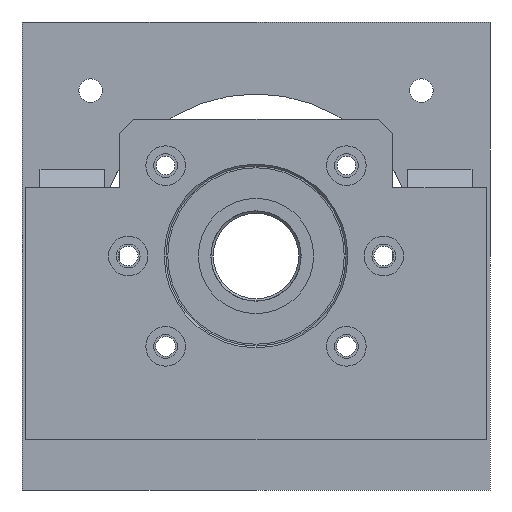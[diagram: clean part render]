
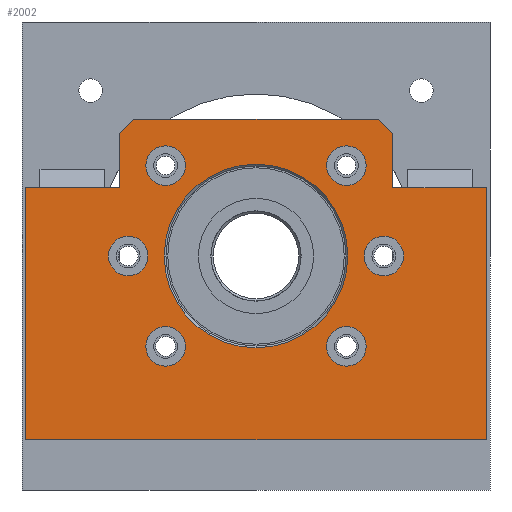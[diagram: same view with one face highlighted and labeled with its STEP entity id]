
A CAD part, left-side view. The second image highlights one B-rep face of the part: STEP entity #2002.
In plain terms, the highlighted planar face has unit normal (-1, 0, 0).
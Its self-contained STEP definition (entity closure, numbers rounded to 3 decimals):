
#593=CARTESIAN_POINT('Vertex',(0.,-64.,-51.)) ;
#596=CARTESIAN_POINT('Line Origine',(0.,0.,-51.)) ;
#600=CARTESIAN_POINT('Vertex',(0.,64.,-51.)) ;
#1786=CARTESIAN_POINT('Line Origine',(0.,64.,-16.)) ;
#1790=CARTESIAN_POINT('Vertex',(0.,64.,19.)) ;
#1805=CARTESIAN_POINT('Axis2P3D Location',(0.,0.,0.)) ;
#1810=CARTESIAN_POINT('Line Origine',(0.,-36.,36.)) ;
#1814=CARTESIAN_POINT('Vertex',(0.,-34.,38.)) ;
#1816=CARTESIAN_POINT('Vertex',(0.,-38.,34.)) ;
#1819=CARTESIAN_POINT('Line Origine',(0.,0.,38.)) ;
#1823=CARTESIAN_POINT('Vertex',(0.,34.,38.)) ;
#1826=CARTESIAN_POINT('Line Origine',(0.,36.,36.)) ;
#1830=CARTESIAN_POINT('Vertex',(0.,38.,34.)) ;
#1833=CARTESIAN_POINT('Line Origine',(0.,38.,26.5)) ;
#1837=CARTESIAN_POINT('Vertex',(0.,38.,19.)) ;
#1840=CARTESIAN_POINT('Line Origine',(0.,51.,19.)) ;
#1845=CARTESIAN_POINT('Line Origine',(0.,-64.,-16.)) ;
#1849=CARTESIAN_POINT('Vertex',(0.,-64.,19.)) ;
#1852=CARTESIAN_POINT('Line Origine',(0.,-51.,19.)) ;
#1856=CARTESIAN_POINT('Vertex',(0.,-38.,19.)) ;
#1859=CARTESIAN_POINT('Line Origine',(0.,-38.,26.5)) ;
#1876=CARTESIAN_POINT('Axis2P3D Location',(0.,0.,0.)) ;
#1880=CARTESIAN_POINT('Vertex',(0.,25.5,0.)) ;
#1882=CARTESIAN_POINT('Vertex',(0.,-25.5,0.)) ;
#1885=CARTESIAN_POINT('Axis2P3D Location',(0.,0.,0.)) ;
#1894=CARTESIAN_POINT('Axis2P3D Location',(0.,-25.102,25.102)) ;
#1898=CARTESIAN_POINT('Vertex',(0.,-30.602,25.102)) ;
#1900=CARTESIAN_POINT('Vertex',(0.,-19.602,25.102)) ;
#1903=CARTESIAN_POINT('Axis2P3D Location',(0.,-25.102,25.102)) ;
#1912=CARTESIAN_POINT('Axis2P3D Location',(0.,-35.5,0.)) ;
#1916=CARTESIAN_POINT('Vertex',(0.,-41.,0.)) ;
#1918=CARTESIAN_POINT('Vertex',(0.,-30.,0.)) ;
#1921=CARTESIAN_POINT('Axis2P3D Location',(0.,-35.5,0.)) ;
#1930=CARTESIAN_POINT('Axis2P3D Location',(0.,-25.102,-25.102)) ;
#1934=CARTESIAN_POINT('Vertex',(0.,-30.602,-25.102)) ;
#1936=CARTESIAN_POINT('Vertex',(0.,-19.602,-25.102)) ;
#1939=CARTESIAN_POINT('Axis2P3D Location',(0.,-25.102,-25.102)) ;
#1948=CARTESIAN_POINT('Axis2P3D Location',(0.,25.102,25.102)) ;
#1952=CARTESIAN_POINT('Vertex',(0.,30.602,25.102)) ;
#1954=CARTESIAN_POINT('Vertex',(0.,19.602,25.102)) ;
#1957=CARTESIAN_POINT('Axis2P3D Location',(0.,25.102,25.102)) ;
#1966=CARTESIAN_POINT('Axis2P3D Location',(0.,35.5,0.)) ;
#1970=CARTESIAN_POINT('Vertex',(0.,41.,0.)) ;
#1972=CARTESIAN_POINT('Vertex',(0.,30.,0.)) ;
#1975=CARTESIAN_POINT('Axis2P3D Location',(0.,35.5,0.)) ;
#1984=CARTESIAN_POINT('Axis2P3D Location',(0.,25.102,-25.102)) ;
#1988=CARTESIAN_POINT('Vertex',(0.,30.602,-25.102)) ;
#1990=CARTESIAN_POINT('Vertex',(0.,19.602,-25.102)) ;
#1993=CARTESIAN_POINT('Axis2P3D Location',(0.,25.102,-25.102)) ;
#597=DIRECTION('Vector Direction',(0.,-1.,0.)) ;
#1787=DIRECTION('Vector Direction',(0.,0.,1.)) ;
#1806=DIRECTION('Axis2P3D Direction',(1.,0.,0.)) ;
#1807=DIRECTION('Axis2P3D XDirection',(0.,1.,0.)) ;
#1811=DIRECTION('Vector Direction',(0.,-0.707,-0.707)) ;
#1820=DIRECTION('Vector Direction',(0.,1.,0.)) ;
#1827=DIRECTION('Vector Direction',(0.,0.707,-0.707)) ;
#1834=DIRECTION('Vector Direction',(0.,0.,1.)) ;
#1841=DIRECTION('Vector Direction',(0.,1.,0.)) ;
#1846=DIRECTION('Vector Direction',(0.,0.,-1.)) ;
#1853=DIRECTION('Vector Direction',(0.,1.,0.)) ;
#1860=DIRECTION('Vector Direction',(0.,0.,-1.)) ;
#1877=DIRECTION('Axis2P3D Direction',(1.,0.,0.)) ;
#1886=DIRECTION('Axis2P3D Direction',(1.,0.,0.)) ;
#1895=DIRECTION('Axis2P3D Direction',(1.,0.,0.)) ;
#1904=DIRECTION('Axis2P3D Direction',(1.,0.,0.)) ;
#1913=DIRECTION('Axis2P3D Direction',(1.,0.,0.)) ;
#1922=DIRECTION('Axis2P3D Direction',(1.,0.,0.)) ;
#1931=DIRECTION('Axis2P3D Direction',(1.,0.,0.)) ;
#1940=DIRECTION('Axis2P3D Direction',(1.,0.,0.)) ;
#1949=DIRECTION('Axis2P3D Direction',(1.,0.,0.)) ;
#1958=DIRECTION('Axis2P3D Direction',(1.,0.,0.)) ;
#1967=DIRECTION('Axis2P3D Direction',(1.,0.,0.)) ;
#1976=DIRECTION('Axis2P3D Direction',(1.,0.,0.)) ;
#1985=DIRECTION('Axis2P3D Direction',(1.,0.,0.)) ;
#1994=DIRECTION('Axis2P3D Direction',(1.,0.,0.)) ;
#1808=AXIS2_PLACEMENT_3D('Plane Axis2P3D',#1805,#1806,#1807) ;
#1878=AXIS2_PLACEMENT_3D('Circle Axis2P3D',#1876,#1877,$) ;
#1887=AXIS2_PLACEMENT_3D('Circle Axis2P3D',#1885,#1886,$) ;
#1896=AXIS2_PLACEMENT_3D('Circle Axis2P3D',#1894,#1895,$) ;
#1905=AXIS2_PLACEMENT_3D('Circle Axis2P3D',#1903,#1904,$) ;
#1914=AXIS2_PLACEMENT_3D('Circle Axis2P3D',#1912,#1913,$) ;
#1923=AXIS2_PLACEMENT_3D('Circle Axis2P3D',#1921,#1922,$) ;
#1932=AXIS2_PLACEMENT_3D('Circle Axis2P3D',#1930,#1931,$) ;
#1941=AXIS2_PLACEMENT_3D('Circle Axis2P3D',#1939,#1940,$) ;
#1950=AXIS2_PLACEMENT_3D('Circle Axis2P3D',#1948,#1949,$) ;
#1959=AXIS2_PLACEMENT_3D('Circle Axis2P3D',#1957,#1958,$) ;
#1968=AXIS2_PLACEMENT_3D('Circle Axis2P3D',#1966,#1967,$) ;
#1977=AXIS2_PLACEMENT_3D('Circle Axis2P3D',#1975,#1976,$) ;
#1986=AXIS2_PLACEMENT_3D('Circle Axis2P3D',#1984,#1985,$) ;
#1995=AXIS2_PLACEMENT_3D('Circle Axis2P3D',#1993,#1994,$) ;
#1865=ORIENTED_EDGE('',*,*,#1818,.F.) ;
#1866=ORIENTED_EDGE('',*,*,#1825,.F.) ;
#1867=ORIENTED_EDGE('',*,*,#1832,.F.) ;
#1868=ORIENTED_EDGE('',*,*,#1839,.F.) ;
#1869=ORIENTED_EDGE('',*,*,#1844,.F.) ;
#1870=ORIENTED_EDGE('',*,*,#1792,.F.) ;
#1871=ORIENTED_EDGE('',*,*,#602,.F.) ;
#1872=ORIENTED_EDGE('',*,*,#1851,.F.) ;
#1873=ORIENTED_EDGE('',*,*,#1858,.F.) ;
#1874=ORIENTED_EDGE('',*,*,#1863,.F.) ;
#1891=ORIENTED_EDGE('',*,*,#1884,.F.) ;
#1892=ORIENTED_EDGE('',*,*,#1889,.F.) ;
#1909=ORIENTED_EDGE('',*,*,#1902,.F.) ;
#1910=ORIENTED_EDGE('',*,*,#1907,.F.) ;
#1927=ORIENTED_EDGE('',*,*,#1920,.F.) ;
#1928=ORIENTED_EDGE('',*,*,#1925,.F.) ;
#1945=ORIENTED_EDGE('',*,*,#1938,.F.) ;
#1946=ORIENTED_EDGE('',*,*,#1943,.F.) ;
#1963=ORIENTED_EDGE('',*,*,#1956,.F.) ;
#1964=ORIENTED_EDGE('',*,*,#1961,.F.) ;
#1981=ORIENTED_EDGE('',*,*,#1974,.F.) ;
#1982=ORIENTED_EDGE('',*,*,#1979,.F.) ;
#1999=ORIENTED_EDGE('',*,*,#1992,.F.) ;
#2000=ORIENTED_EDGE('',*,*,#1997,.F.) ;
#1893=FACE_BOUND('',#1890,.T.) ;
#1911=FACE_BOUND('',#1908,.T.) ;
#1929=FACE_BOUND('',#1926,.T.) ;
#1947=FACE_BOUND('',#1944,.T.) ;
#1965=FACE_BOUND('',#1962,.T.) ;
#1983=FACE_BOUND('',#1980,.T.) ;
#2001=FACE_BOUND('',#1998,.T.) ;
#598=VECTOR('Line Direction',#597,1.) ;
#1788=VECTOR('Line Direction',#1787,1.) ;
#1812=VECTOR('Line Direction',#1811,1.) ;
#1821=VECTOR('Line Direction',#1820,1.) ;
#1828=VECTOR('Line Direction',#1827,1.) ;
#1835=VECTOR('Line Direction',#1834,1.) ;
#1842=VECTOR('Line Direction',#1841,1.) ;
#1847=VECTOR('Line Direction',#1846,1.) ;
#1854=VECTOR('Line Direction',#1853,1.) ;
#1861=VECTOR('Line Direction',#1860,1.) ;
#2002=ADVANCED_FACE('\X2\96F64EF651E04F554F53\X0\',(#1875,#1893,#1911,#1929,#1947,#1965,#1983,#2001),#1809,.F.) ;
#1879=CIRCLE('generated circle',#1878,25.5) ;
#1888=CIRCLE('generated circle',#1887,25.5) ;
#1897=CIRCLE('generated circle',#1896,5.5) ;
#1906=CIRCLE('generated circle',#1905,5.5) ;
#1915=CIRCLE('generated circle',#1914,5.5) ;
#1924=CIRCLE('generated circle',#1923,5.5) ;
#1933=CIRCLE('generated circle',#1932,5.5) ;
#1942=CIRCLE('generated circle',#1941,5.5) ;
#1951=CIRCLE('generated circle',#1950,5.5) ;
#1960=CIRCLE('generated circle',#1959,5.5) ;
#1969=CIRCLE('generated circle',#1968,5.5) ;
#1978=CIRCLE('generated circle',#1977,5.5) ;
#1987=CIRCLE('generated circle',#1986,5.5) ;
#1996=CIRCLE('generated circle',#1995,5.5) ;
#602=EDGE_CURVE('',#594,#601,#599,.F.) ;
#1792=EDGE_CURVE('',#601,#1791,#1789,.T.) ;
#1818=EDGE_CURVE('',#1815,#1817,#1813,.T.) ;
#1825=EDGE_CURVE('',#1824,#1815,#1822,.F.) ;
#1832=EDGE_CURVE('',#1831,#1824,#1829,.F.) ;
#1839=EDGE_CURVE('',#1838,#1831,#1836,.T.) ;
#1844=EDGE_CURVE('',#1791,#1838,#1843,.F.) ;
#1851=EDGE_CURVE('',#1850,#594,#1848,.T.) ;
#1858=EDGE_CURVE('',#1857,#1850,#1855,.F.) ;
#1863=EDGE_CURVE('',#1817,#1857,#1862,.T.) ;
#1884=EDGE_CURVE('',#1881,#1883,#1879,.F.) ;
#1889=EDGE_CURVE('',#1883,#1881,#1888,.F.) ;
#1902=EDGE_CURVE('',#1899,#1901,#1897,.F.) ;
#1907=EDGE_CURVE('',#1901,#1899,#1906,.F.) ;
#1920=EDGE_CURVE('',#1917,#1919,#1915,.F.) ;
#1925=EDGE_CURVE('',#1919,#1917,#1924,.F.) ;
#1938=EDGE_CURVE('',#1935,#1937,#1933,.F.) ;
#1943=EDGE_CURVE('',#1937,#1935,#1942,.F.) ;
#1956=EDGE_CURVE('',#1953,#1955,#1951,.F.) ;
#1961=EDGE_CURVE('',#1955,#1953,#1960,.F.) ;
#1974=EDGE_CURVE('',#1971,#1973,#1969,.F.) ;
#1979=EDGE_CURVE('',#1973,#1971,#1978,.F.) ;
#1992=EDGE_CURVE('',#1989,#1991,#1987,.F.) ;
#1997=EDGE_CURVE('',#1991,#1989,#1996,.F.) ;
#1864=EDGE_LOOP('',(#1865,#1866,#1867,#1868,#1869,#1870,#1871,#1872,#1873,#1874)) ;
#1890=EDGE_LOOP('',(#1891,#1892)) ;
#1908=EDGE_LOOP('',(#1909,#1910)) ;
#1926=EDGE_LOOP('',(#1927,#1928)) ;
#1944=EDGE_LOOP('',(#1945,#1946)) ;
#1962=EDGE_LOOP('',(#1963,#1964)) ;
#1980=EDGE_LOOP('',(#1981,#1982)) ;
#1998=EDGE_LOOP('',(#1999,#2000)) ;
#1875=FACE_OUTER_BOUND('',#1864,.T.) ;
#599=LINE('Line',#596,#598) ;
#1789=LINE('Line',#1786,#1788) ;
#1813=LINE('Line',#1810,#1812) ;
#1822=LINE('Line',#1819,#1821) ;
#1829=LINE('Line',#1826,#1828) ;
#1836=LINE('Line',#1833,#1835) ;
#1843=LINE('Line',#1840,#1842) ;
#1848=LINE('Line',#1845,#1847) ;
#1855=LINE('Line',#1852,#1854) ;
#1862=LINE('Line',#1859,#1861) ;
#1809=PLANE('Plane',#1808) ;
#594=VERTEX_POINT('',#593) ;
#601=VERTEX_POINT('',#600) ;
#1791=VERTEX_POINT('',#1790) ;
#1815=VERTEX_POINT('',#1814) ;
#1817=VERTEX_POINT('',#1816) ;
#1824=VERTEX_POINT('',#1823) ;
#1831=VERTEX_POINT('',#1830) ;
#1838=VERTEX_POINT('',#1837) ;
#1850=VERTEX_POINT('',#1849) ;
#1857=VERTEX_POINT('',#1856) ;
#1881=VERTEX_POINT('',#1880) ;
#1883=VERTEX_POINT('',#1882) ;
#1899=VERTEX_POINT('',#1898) ;
#1901=VERTEX_POINT('',#1900) ;
#1917=VERTEX_POINT('',#1916) ;
#1919=VERTEX_POINT('',#1918) ;
#1935=VERTEX_POINT('',#1934) ;
#1937=VERTEX_POINT('',#1936) ;
#1953=VERTEX_POINT('',#1952) ;
#1955=VERTEX_POINT('',#1954) ;
#1971=VERTEX_POINT('',#1970) ;
#1973=VERTEX_POINT('',#1972) ;
#1989=VERTEX_POINT('',#1988) ;
#1991=VERTEX_POINT('',#1990) ;
